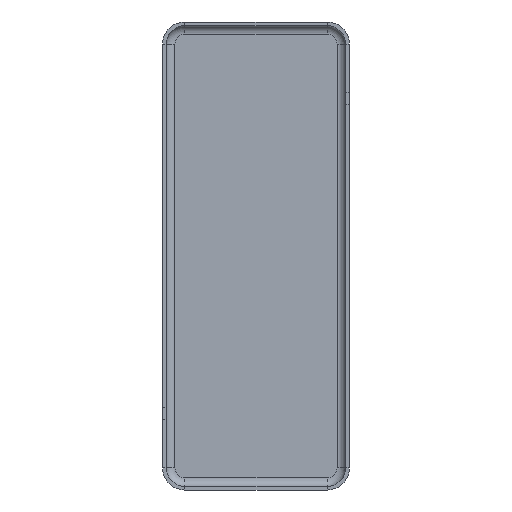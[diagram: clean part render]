
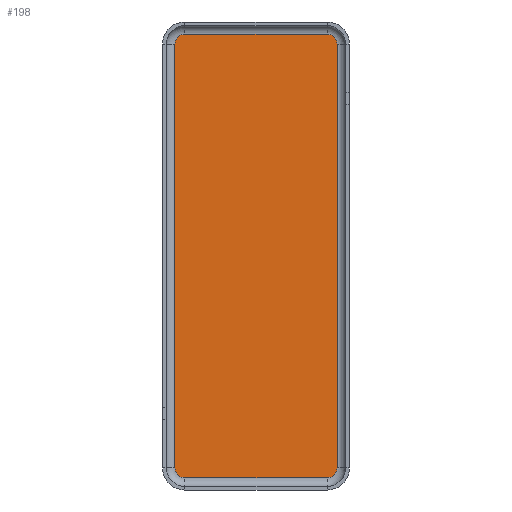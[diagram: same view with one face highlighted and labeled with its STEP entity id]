
A CAD part, front view. The second image highlights one B-rep face of the part: STEP entity #198.
In plain terms, the highlighted planar face has unit normal (0, -1, 0).
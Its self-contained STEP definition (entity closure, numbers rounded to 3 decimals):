
#8 = AXIS2_PLACEMENT_3D ( 'NONE', #260, #1123, #901 ) ;
#15 = CIRCLE ( 'NONE', #318, 0.8 ) ;
#36 = CIRCLE ( 'NONE', #470, 0.8 ) ;
#37 = LINE ( 'NONE', #1391, #1176 ) ;
#61 = AXIS2_PLACEMENT_3D ( 'NONE', #721, #830, #1061 ) ;
#68 = EDGE_CURVE ( 'NONE', #272, #1012, #37, .T. ) ;
#126 = CARTESIAN_POINT ( 'NONE',  ( -5.75, -0.3, -17.9 ) ) ;
#136 = CIRCLE ( 'NONE', #8, 0.8 ) ;
#138 = VECTOR ( 'NONE', #1432, 1000. ) ;
#149 = VERTEX_POINT ( 'NONE', #516 ) ;
#198 = ADVANCED_FACE ( 'NONE', ( #1059 ), #1282, .T. ) ;
#242 = DIRECTION ( 'NONE',  ( 0., 0., 1. ) ) ;
#260 = CARTESIAN_POINT ( 'NONE',  ( 5.75, -0.3, 17.1 ) ) ;
#272 = VERTEX_POINT ( 'NONE', #860 ) ;
#277 = VERTEX_POINT ( 'NONE', #758 ) ;
#283 = EDGE_CURVE ( 'NONE', #543, #773, #576, .T. ) ;
#290 = DIRECTION ( 'NONE',  ( 0., 1., 0. ) ) ;
#318 = AXIS2_PLACEMENT_3D ( 'NONE', #989, #339, #242 ) ;
#339 = DIRECTION ( 'NONE',  ( 0., 1., 0. ) ) ;
#356 = EDGE_CURVE ( 'NONE', #624, #543, #15, .T. ) ;
#372 = ORIENTED_EDGE ( 'NONE', *, *, #68, .F. ) ;
#373 = DIRECTION ( 'NONE',  ( 0., 1., 0. ) ) ;
#374 = DIRECTION ( 'NONE',  ( 1., 0., 0. ) ) ;
#382 = CARTESIAN_POINT ( 'NONE',  ( 5.75, -0.3, 17.9 ) ) ;
#470 = AXIS2_PLACEMENT_3D ( 'NONE', #1379, #290, #1397 ) ;
#482 = ORIENTED_EDGE ( 'NONE', *, *, #1325, .F. ) ;
#513 = LINE ( 'NONE', #589, #1242 ) ;
#516 = CARTESIAN_POINT ( 'NONE',  ( 6.55, -0.3, 17.1 ) ) ;
#543 = VERTEX_POINT ( 'NONE', #859 ) ;
#576 = LINE ( 'NONE', #855, #138 ) ;
#581 = CARTESIAN_POINT ( 'NONE',  ( -5.75, -0.3, -17.1 ) ) ;
#584 = CARTESIAN_POINT ( 'NONE',  ( 6.55, -0.3, 17.1 ) ) ;
#589 = CARTESIAN_POINT ( 'NONE',  ( -6.55, -0.3, -17.1 ) ) ;
#591 = VERTEX_POINT ( 'NONE', #1235 ) ;
#614 = ORIENTED_EDGE ( 'NONE', *, *, #984, .F. ) ;
#624 = VERTEX_POINT ( 'NONE', #1349 ) ;
#632 = LINE ( 'NONE', #584, #1239 ) ;
#686 = ORIENTED_EDGE ( 'NONE', *, *, #283, .F. ) ;
#701 = CIRCLE ( 'NONE', #804, 0.8 ) ;
#705 = ORIENTED_EDGE ( 'NONE', *, *, #356, .F. ) ;
#709 = EDGE_LOOP ( 'NONE', ( #1181, #372, #614, #948, #1351, #686, #705, #482 ) ) ;
#721 = CARTESIAN_POINT ( 'NONE',  ( 5.75, -0.3, 17.1 ) ) ;
#758 = CARTESIAN_POINT ( 'NONE',  ( -6.55, -0.3, 17.1 ) ) ;
#773 = VERTEX_POINT ( 'NONE', #126 ) ;
#783 = DIRECTION ( 'NONE',  ( 0., 0., 1. ) ) ;
#804 = AXIS2_PLACEMENT_3D ( 'NONE', #581, #373, #1253 ) ;
#830 = DIRECTION ( 'NONE',  ( 0., -1., 0. ) ) ;
#849 = EDGE_CURVE ( 'NONE', #773, #591, #701, .T. ) ;
#855 = CARTESIAN_POINT ( 'NONE',  ( 5.75, -0.3, -17.9 ) ) ;
#859 = CARTESIAN_POINT ( 'NONE',  ( 5.75, -0.3, -17.9 ) ) ;
#860 = CARTESIAN_POINT ( 'NONE',  ( -5.75, -0.3, 17.9 ) ) ;
#890 = EDGE_CURVE ( 'NONE', #591, #277, #513, .T. ) ;
#901 = DIRECTION ( 'NONE',  ( 0., 0., 1. ) ) ;
#948 = ORIENTED_EDGE ( 'NONE', *, *, #890, .F. ) ;
#984 = EDGE_CURVE ( 'NONE', #277, #272, #36, .T. ) ;
#989 = CARTESIAN_POINT ( 'NONE',  ( 5.75, -0.3, -17.1 ) ) ;
#1012 = VERTEX_POINT ( 'NONE', #382 ) ;
#1059 = FACE_OUTER_BOUND ( 'NONE', #709, .T. ) ;
#1061 = DIRECTION ( 'NONE',  ( 0., 0., -1. ) ) ;
#1123 = DIRECTION ( 'NONE',  ( 0., 1., 0. ) ) ;
#1145 = DIRECTION ( 'NONE',  ( 0., 0., -1. ) ) ;
#1176 = VECTOR ( 'NONE', #374, 1000. ) ;
#1181 = ORIENTED_EDGE ( 'NONE', *, *, #1294, .F. ) ;
#1235 = CARTESIAN_POINT ( 'NONE',  ( -6.55, -0.3, -17.1 ) ) ;
#1239 = VECTOR ( 'NONE', #1145, 1000. ) ;
#1242 = VECTOR ( 'NONE', #783, 1000. ) ;
#1253 = DIRECTION ( 'NONE',  ( 0., 0., 1. ) ) ;
#1282 = PLANE ( 'NONE',  #61 ) ;
#1294 = EDGE_CURVE ( 'NONE', #1012, #149, #136, .T. ) ;
#1325 = EDGE_CURVE ( 'NONE', #149, #624, #632, .T. ) ;
#1349 = CARTESIAN_POINT ( 'NONE',  ( 6.55, -0.3, -17.1 ) ) ;
#1351 = ORIENTED_EDGE ( 'NONE', *, *, #849, .F. ) ;
#1379 = CARTESIAN_POINT ( 'NONE',  ( -5.75, -0.3, 17.1 ) ) ;
#1391 = CARTESIAN_POINT ( 'NONE',  ( -5.75, -0.3, 17.9 ) ) ;
#1397 = DIRECTION ( 'NONE',  ( 0., 0., 1. ) ) ;
#1432 = DIRECTION ( 'NONE',  ( -1., 0., 0. ) ) ;
